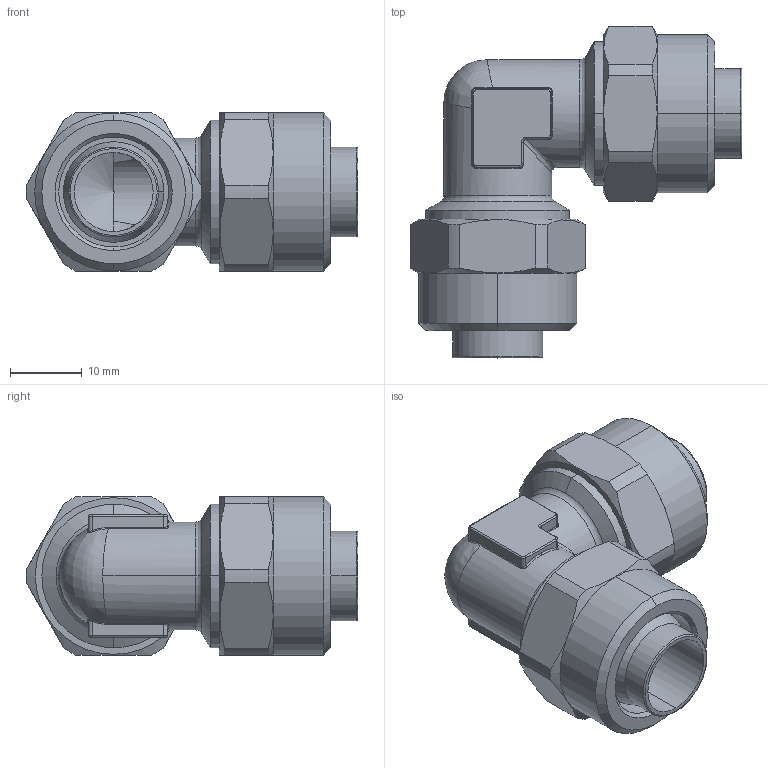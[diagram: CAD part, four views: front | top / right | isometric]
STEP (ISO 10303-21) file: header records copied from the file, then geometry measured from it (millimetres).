
FILE_DESCRIPTION (( 'STEP AP203' ), '1' );
FILE_NAME ('02080080.STEP', '2011-09-28T13:45:57', ( '' ), ( 'sopra-pneumatic' ), 'SwSTEP 2.0', 'SolidWorks 2011', '' );
FILE_SCHEMA (( 'CONFIG_CONTROL_DESIGN' ));
Length unit declared in the file: millimetre
Products named in the file (1): 02080080
Bounding box: 46.2 x 46.2 x 22 mm (x, y, z)
Volume: 12336.7 mm3; surface area: 7873.3 mm2
Topology: 1 solids, 1 shells, 194 faces, 449 edges, 261 vertices
Faces by surface type: cylinder 74, cone 36, plane 36, torus 26, bspline 22
Entity records: 6294 total; most frequent: CARTESIAN_POINT 1971, DIRECTION 908, ORIENTED_EDGE 894, EDGE_CURVE 447, AXIS2_PLACEMENT_3D 382, VERTEX_POINT 261, CIRCLE 209, EDGE_LOOP 202
